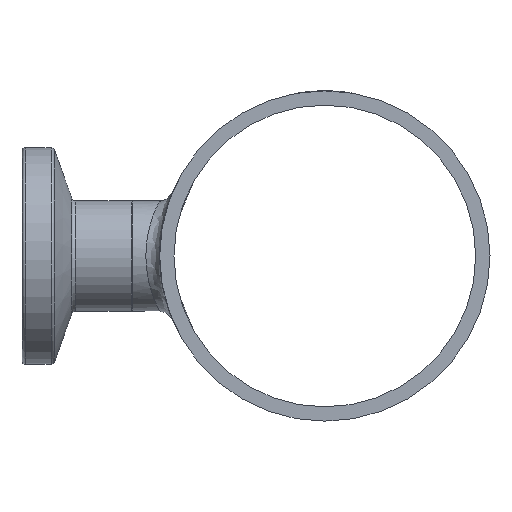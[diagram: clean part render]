
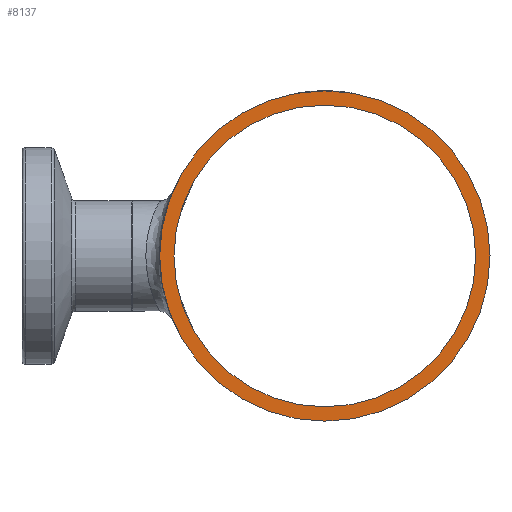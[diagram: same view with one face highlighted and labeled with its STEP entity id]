
A CAD part, left-side view. The second image highlights one B-rep face of the part: STEP entity #8137.
In plain terms, the highlighted planar face has unit normal (-1, 0, 0).
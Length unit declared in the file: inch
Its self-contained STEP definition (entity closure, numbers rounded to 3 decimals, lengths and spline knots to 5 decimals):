
#164=FACE_BOUND('',#1520,.T.);
#363=PLANE('',#8625);
#1008=FACE_OUTER_BOUND('',#1519,.T.);
#1519=EDGE_LOOP('',(#7574));
#1520=EDGE_LOOP('',(#7575));
#2782=CIRCLE('',#8576,0.75);
#2802=CIRCLE('',#8624,0.685);
#3979=VERTEX_POINT('',#17726);
#4001=VERTEX_POINT('',#17949);
#5170=EDGE_CURVE('',#3979,#3979,#2782,.T.);
#5193=EDGE_CURVE('',#4001,#4001,#2802,.T.);
#7574=ORIENTED_EDGE('',*,*,#5170,.F.);
#7575=ORIENTED_EDGE('',*,*,#5193,.T.);
#8137=ADVANCED_FACE('',(#1008,#164),#363,.T.);
#8576=AXIS2_PLACEMENT_3D('',#17727,#10060,#10061);
#8624=AXIS2_PLACEMENT_3D('',#17950,#10156,#10157);
#8625=AXIS2_PLACEMENT_3D('',#17951,#10158,#10159);
#10060=DIRECTION('center_axis',(1.,0.,0.));
#10061=DIRECTION('ref_axis',(0.,0.,
-1.));
#10156=DIRECTION('center_axis',(1.,0.,0.));
#10157=DIRECTION('ref_axis',(0.,0.,
-1.));
#10158=DIRECTION('center_axis',(-1.,0.,0.));
#10159=DIRECTION('ref_axis',(0.,1.,0.));
#17726=CARTESIAN_POINT('',(-2.375,0.,-0.75));
#17727=CARTESIAN_POINT('Origin',(-2.375,0.,0.));
#17949=CARTESIAN_POINT('',(-2.375,0.,-0.685));
#17950=CARTESIAN_POINT('Origin',(-2.375,0.,0.));
#17951=CARTESIAN_POINT('Origin',(-2.375,0.,-0.7175));
